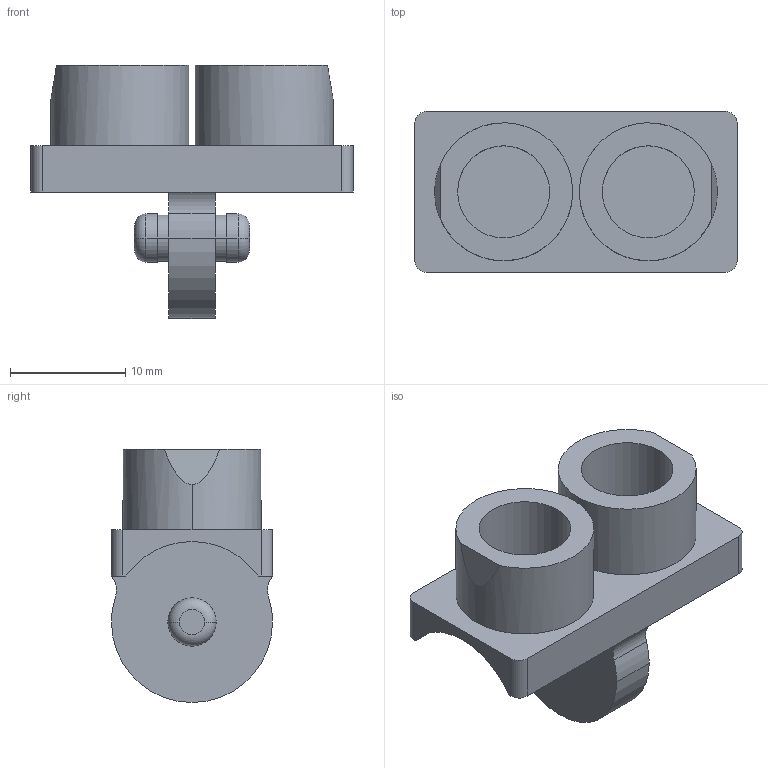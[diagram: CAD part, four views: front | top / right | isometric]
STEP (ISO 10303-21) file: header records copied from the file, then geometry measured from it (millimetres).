
FILE_DESCRIPTION(('CATIA V5 STEP Exchange'),'2;1');
FILE_NAME('centura.stp','2010-11-04T22:20:18+00:00',('none'),('none'),'CATIA Version 5 Release 19 SP 2 (IN-10)','CATIA V5 STEP AP203','none');
FILE_SCHEMA(('CONFIG_CONTROL_DESIGN'));
Length unit declared in the file: millimetre
Products named in the file (1): centura
Bounding box: 28 x 14 x 22 mm (x, y, z)
Volume: 2560.8 mm3; surface area: 2383.6 mm2
Topology: 1 solids, 1 shells, 52 faces, 118 edges, 76 vertices
Faces by surface type: cylinder 27, plane 21, torus 4
Entity records: 1413 total; most frequent: CARTESIAN_POINT 284, ORIENTED_EDGE 236, DIRECTION 180, EDGE_CURVE 118, AXIS2_PLACEMENT_3D 96, VERTEX_POINT 76, CIRCLE 62, EDGE_LOOP 60
